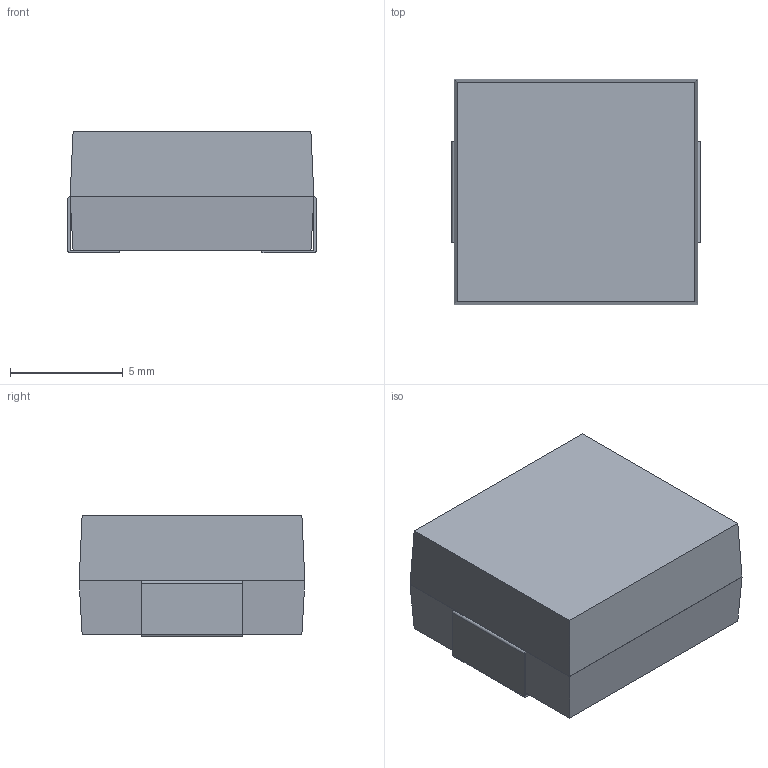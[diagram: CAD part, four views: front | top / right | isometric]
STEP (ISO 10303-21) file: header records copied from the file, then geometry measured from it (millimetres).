
FILE_DESCRIPTION(/* description */ (''),/* implementation_level */ '2;1');
FILE_NAME(/* name */ 'SRP1050WA-3R3M v0.step',/* time_stamp */ '2023-09-05T18:37:58+01:00',/* author */ (''),/* organization */ (''),/* preprocessor_version */ 'ST-DEVELOPER v20',/* originating_system */ 'Autodesk Translation Framework v12.9.0.99',/* authorisation */ '');
FILE_SCHEMA (('AUTOMOTIVE_DESIGN { 1 0 10303 214 3 1 1 }'));
Length unit declared in the file: millimetre
Products named in the file (4): SRP1050WA-3R3M; Chamfer; FilletPin1; FilletPin2
Assembly tree (3 placements, depth 2):
  SRP1050WA-3R3M
    Chamfer
    FilletPin1
    FilletPin2
Bounding box: 11 x 10 x 5.4 mm (x, y, z)
Volume: 564.1 mm3; surface area: 550.8 mm2
Topology: 3 solids, 3 shells, 38 faces, 88 edges, 56 vertices
Faces by surface type: plane 34, cylinder 4
Entity records: 1180 total; most frequent: CARTESIAN_POINT 189, DIRECTION 186, ORIENTED_EDGE 176, EDGE_CURVE 88, LINE 80, VECTOR 80, VERTEX_POINT 56, AXIS2_PLACEMENT_3D 53
